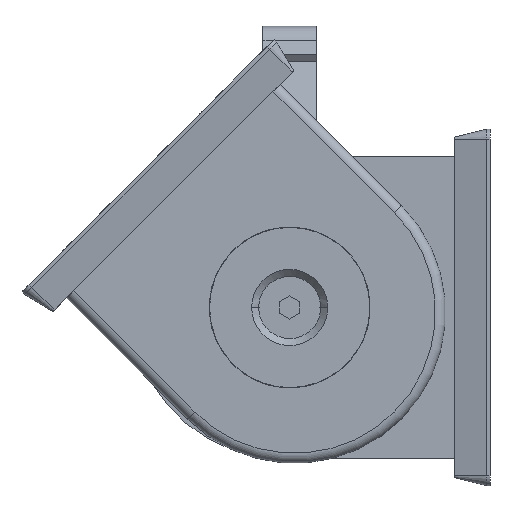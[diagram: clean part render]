
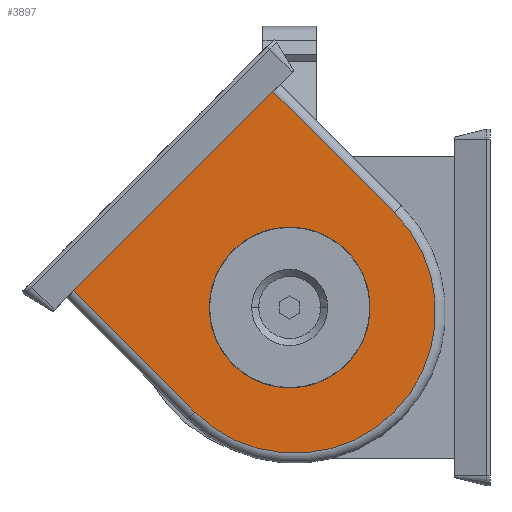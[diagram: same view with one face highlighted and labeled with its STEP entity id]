
A CAD part, left-side view. The second image highlights one B-rep face of the part: STEP entity #3897.
In plain terms, the highlighted face is planar.
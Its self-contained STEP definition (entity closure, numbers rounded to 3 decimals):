
#1301=CARTESIAN_POINT('',(20.,50.,0.));
#1302=DIRECTION('',(1.,0.,0.));
#1303=DIRECTION('',(0.,0.,-1.));
#1304=AXIS2_PLACEMENT_3D('',#1301,#1302,#1303);
#1309=CARTESIAN_POINT('',(20.,50.,0.));
#1310=DIRECTION('',(1.,0.,0.));
#1311=DIRECTION('',(0.,0.,1.));
#1312=AXIS2_PLACEMENT_3D('',#1309,#1310,#1311);
#1317=DIRECTION('',(0.,-1.,0.));
#1318=VECTOR('',#1317,42.8);
#1319=CARTESIAN_POINT('',(20.,51.7,35.2));
#1320=LINE('',#1319,#1318);
#1324=CARTESIAN_POINT('',(20.,51.7,0.));
#1325=DIRECTION('',(1.,0.,0.));
#1326=DIRECTION('',(0.,0.,-1.));
#1327=AXIS2_PLACEMENT_3D('',#1324,#1325,#1326);
#1332=DIRECTION('',(0.,1.,0.));
#1333=VECTOR('',#1332,42.8);
#1334=CARTESIAN_POINT('',(20.,8.9,-35.2));
#1335=LINE('',#1334,#1333);
#1339=DIRECTION('',(0.,0.,-1.));
#1340=VECTOR('',#1339,70.4);
#1341=CARTESIAN_POINT('',(20.,8.9,35.2));
#1342=LINE('',#1341,#1340);
#2513=CARTESIAN_POINT('',(20.,50.,-20.1));
#2514=CARTESIAN_POINT('',(20.,50.,20.1));
#2515=VERTEX_POINT('',#2513);
#2516=VERTEX_POINT('',#2514);
#2565=CARTESIAN_POINT('',(20.,51.7,35.2));
#2566=CARTESIAN_POINT('',(20.,8.9,35.2));
#2567=VERTEX_POINT('',#2565);
#2568=VERTEX_POINT('',#2566);
#2569=CARTESIAN_POINT('',(20.,51.7,-35.2));
#2570=VERTEX_POINT('',#2569);
#2573=CARTESIAN_POINT('',(20.,8.9,-35.2));
#2574=VERTEX_POINT('',#2573);
#3878=CARTESIAN_POINT('',(20.,0.,0.));
#3879=DIRECTION('',(1.,0.,0.));
#3880=DIRECTION('',(0.,-1.,0.));
#3881=AXIS2_PLACEMENT_3D('',#3878,#3879,#3880);
#3882=PLANE('',#3881);
#3883=ORIENTED_EDGE('',*,*,#3843,.F.);
#3884=ORIENTED_EDGE('',*,*,#3861,.F.);
#3886=ORIENTED_EDGE('',*,*,#3885,.F.);
#3888=ORIENTED_EDGE('',*,*,#3887,.F.);
#3889=EDGE_LOOP('',(#3883,#3884,#3886,#3888));
#3890=FACE_OUTER_BOUND('',#3889,.F.);
#3892=ORIENTED_EDGE('',*,*,#3891,.T.);
#3894=ORIENTED_EDGE('',*,*,#3893,.T.);
#3895=EDGE_LOOP('',(#3892,#3894));
#3896=FACE_BOUND('',#3895,.F.);
#1305=CIRCLE('',#1304,20.1);
#1313=CIRCLE('',#1312,20.1);
#1328=CIRCLE('',#1327,35.2);
#3843=EDGE_CURVE('',#2567,#2568,#1320,.T.);
#3861=EDGE_CURVE('',#2570,#2567,#1328,.T.);
#3885=EDGE_CURVE('',#2574,#2570,#1335,.T.);
#3887=EDGE_CURVE('',#2568,#2574,#1342,.T.);
#3891=EDGE_CURVE('',#2515,#2516,#1305,.T.);
#3893=EDGE_CURVE('',#2516,#2515,#1313,.T.);
#3897=ADVANCED_FACE('',(#3890,#3896),#3882,.T.);
